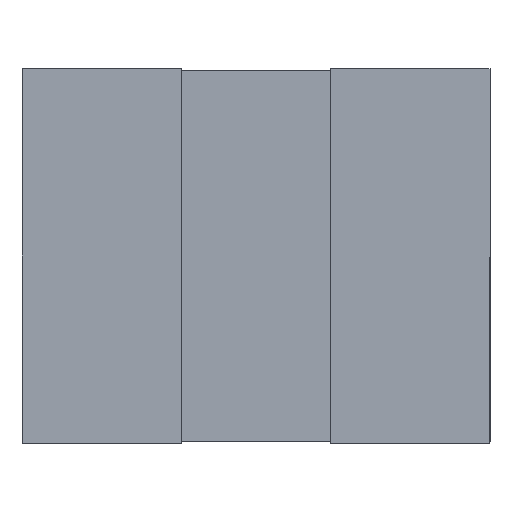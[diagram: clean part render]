
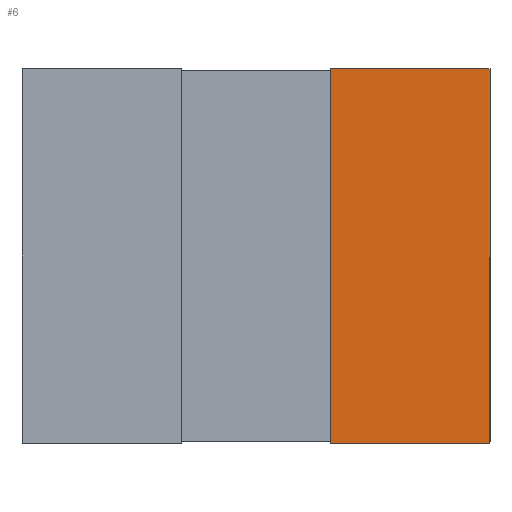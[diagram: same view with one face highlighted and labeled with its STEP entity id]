
A CAD part, front view. The second image highlights one B-rep face of the part: STEP entity #6.
In plain terms, the highlighted planar face has unit normal (0, -1, 0).
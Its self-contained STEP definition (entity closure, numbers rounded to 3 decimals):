
#6 = ADVANCED_FACE ( 'NONE', ( #415 ), #686, .T. ) ;
#110 = DIRECTION ( 'NONE',  ( 0., -1., 0. ) ) ;
#117 = CARTESIAN_POINT ( 'NONE',  ( 1.25, -0.01, 1. ) ) ;
#128 = VERTEX_POINT ( 'NONE', #117 ) ;
#175 = LINE ( 'NONE', #195, #465 ) ;
#195 = CARTESIAN_POINT ( 'NONE',  ( 0.4, -0.01, -0.99 ) ) ;
#198 = CARTESIAN_POINT ( 'NONE',  ( 1.25, -0.01, 1. ) ) ;
#224 = DIRECTION ( 'NONE',  ( -1., 0., 0. ) ) ;
#261 = VECTOR ( 'NONE', #224, 1000. ) ;
#284 = DIRECTION ( 'NONE',  ( 0., 0., -1. ) ) ;
#305 = ORIENTED_EDGE ( 'NONE', *, *, #656, .T. ) ;
#327 = EDGE_LOOP ( 'NONE', ( #390, #870, #305, #365 ) ) ;
#328 = VERTEX_POINT ( 'NONE', #933 ) ;
#330 = EDGE_CURVE ( 'NONE', #128, #634, #520, .T. ) ;
#365 = ORIENTED_EDGE ( 'NONE', *, *, #569, .F. ) ;
#390 = ORIENTED_EDGE ( 'NONE', *, *, #532, .T. ) ;
#395 = VECTOR ( 'NONE', #793, 1000. ) ;
#399 = CARTESIAN_POINT ( 'NONE',  ( 0., -0.01, 0. ) ) ;
#415 = FACE_OUTER_BOUND ( 'NONE', #327, .T. ) ;
#465 = VECTOR ( 'NONE', #284, 1000. ) ;
#466 = CARTESIAN_POINT ( 'NONE',  ( 0.4, -0.01, -1. ) ) ;
#520 = LINE ( 'NONE', #198, #395 ) ;
#523 = DIRECTION ( 'NONE',  ( 0., 0., 1. ) ) ;
#532 = EDGE_CURVE ( 'NONE', #726, #128, #910, .T. ) ;
#566 = CARTESIAN_POINT ( 'NONE',  ( 1.25, -0.01, -1. ) ) ;
#569 = EDGE_CURVE ( 'NONE', #726, #328, #698, .T. ) ;
#600 = AXIS2_PLACEMENT_3D ( 'NONE', #399, #110, #615 ) ;
#615 = DIRECTION ( 'NONE',  ( 0., 0., -1. ) ) ;
#634 = VERTEX_POINT ( 'NONE', #856 ) ;
#656 = EDGE_CURVE ( 'NONE', #634, #328, #175, .T. ) ;
#686 = PLANE ( 'NONE',  #600 ) ;
#698 = LINE ( 'NONE', #466, #261 ) ;
#726 = VERTEX_POINT ( 'NONE', #566 ) ;
#746 = CARTESIAN_POINT ( 'NONE',  ( 1.25, -0.01, -0.99 ) ) ;
#793 = DIRECTION ( 'NONE',  ( -1., 0., 0. ) ) ;
#856 = CARTESIAN_POINT ( 'NONE',  ( 0.4, -0.01, 1. ) ) ;
#869 = VECTOR ( 'NONE', #523, 1000. ) ;
#870 = ORIENTED_EDGE ( 'NONE', *, *, #330, .T. ) ;
#910 = LINE ( 'NONE', #746, #869 ) ;
#933 = CARTESIAN_POINT ( 'NONE',  ( 0.4, -0.01, -1. ) ) ;
